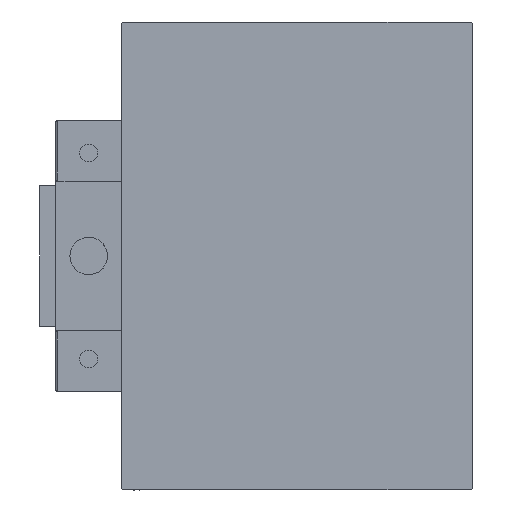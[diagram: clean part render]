
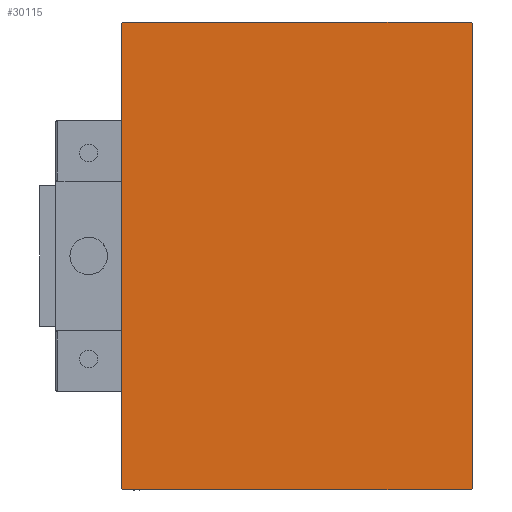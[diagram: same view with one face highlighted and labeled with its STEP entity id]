
A CAD part, left-side view. The second image highlights one B-rep face of the part: STEP entity #30115.
In plain terms, the highlighted face is planar.
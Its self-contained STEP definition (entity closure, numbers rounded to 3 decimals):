
#106 = CARTESIAN_POINT ( 'NONE',  ( 98., 37.5, 49.7 ) ) ;
#867 = ORIENTED_EDGE ( 'NONE', *, *, #38845, .T. ) ;
#2808 = DIRECTION ( 'NONE',  ( 0., 0., -1. ) ) ;
#3331 = EDGE_CURVE ( 'NONE', #22342, #16575, #37995, .T. ) ;
#3348 = CARTESIAN_POINT ( 'NONE',  ( 98., -37.5, 50. ) ) ;
#4567 = VECTOR ( 'NONE', #30043, 1000. ) ;
#4634 = ORIENTED_EDGE ( 'NONE', *, *, #39546, .T. ) ;
#5238 = CARTESIAN_POINT ( 'NONE',  ( 98., 37.5, -49.7 ) ) ;
#5485 = CARTESIAN_POINT ( 'NONE',  ( 98., -43.6, 43.6 ) ) ;
#7689 = ORIENTED_EDGE ( 'NONE', *, *, #21766, .T. ) ;
#8588 = VECTOR ( 'NONE', #32670, 1000. ) ;
#8764 = CARTESIAN_POINT ( 'NONE',  ( 98., -43.6, -43.6 ) ) ;
#9013 = DIRECTION ( 'NONE',  ( 0., -0.707, -0.707 ) ) ;
#9146 = EDGE_CURVE ( 'NONE', #48234, #46931, #48330, .T. ) ;
#9270 = VECTOR ( 'NONE', #40803, 1000. ) ;
#9375 = VECTOR ( 'NONE', #36060, 1000. ) ;
#10575 = VECTOR ( 'NONE', #32164, 1000. ) ;
#12878 = EDGE_CURVE ( 'NONE', #32054, #48234, #13469, .T. ) ;
#13469 = LINE ( 'NONE', #17521, #8588 ) ;
#16575 = VERTEX_POINT ( 'NONE', #22660 ) ;
#17521 = CARTESIAN_POINT ( 'NONE',  ( 98., 43.6, 43.6 ) ) ;
#18044 = LINE ( 'NONE', #48380, #9270 ) ;
#18361 = CARTESIAN_POINT ( 'NONE',  ( 98., 37.2, 50. ) ) ;
#18954 = EDGE_LOOP ( 'NONE', ( #20452, #867, #4634, #26906, #41513, #7689, #41365, #38090 ) ) ;
#20452 = ORIENTED_EDGE ( 'NONE', *, *, #42453, .T. ) ;
#21087 = LINE ( 'NONE', #24879, #39187 ) ;
#21766 = EDGE_CURVE ( 'NONE', #46931, #22342, #31787, .T. ) ;
#22342 = VERTEX_POINT ( 'NONE', #40203 ) ;
#22660 = CARTESIAN_POINT ( 'NONE',  ( 98., -37.5, -49.7 ) ) ;
#23460 = DIRECTION ( 'NONE',  ( 0., 0.707, 0.707 ) ) ;
#24773 = VECTOR ( 'NONE', #49614, 1000. ) ;
#24879 = CARTESIAN_POINT ( 'NONE',  ( 98., 43.6, -43.6 ) ) ;
#25313 = PLANE ( 'NONE',  #41393 ) ;
#25757 = LINE ( 'NONE', #26003, #4567 ) ;
#26003 = CARTESIAN_POINT ( 'NONE',  ( 98., 37.5, -50. ) ) ;
#26906 = ORIENTED_EDGE ( 'NONE', *, *, #12878, .T. ) ;
#29112 = CARTESIAN_POINT ( 'NONE',  ( 98., 37.5, 50. ) ) ;
#29360 = CARTESIAN_POINT ( 'NONE',  ( 98., 0., 0. ) ) ;
#29611 = FACE_OUTER_BOUND ( 'NONE', #18954, .T. ) ;
#30043 = DIRECTION ( 'NONE',  ( 0., 0., 1. ) ) ;
#30115 = ADVANCED_FACE ( 'NONE', ( #29611 ), #25313, .T. ) ;
#31787 = LINE ( 'NONE', #5485, #43299 ) ;
#32054 = VERTEX_POINT ( 'NONE', #106 ) ;
#32164 = DIRECTION ( 'NONE',  ( 0., -1., 0. ) ) ;
#32670 = DIRECTION ( 'NONE',  ( 0., -0.707, 0.707 ) ) ;
#34899 = VERTEX_POINT ( 'NONE', #45399 ) ;
#35816 = LINE ( 'NONE', #8764, #9375 ) ;
#36060 = DIRECTION ( 'NONE',  ( 0., 0.707, -0.707 ) ) ;
#37595 = VERTEX_POINT ( 'NONE', #47306 ) ;
#37995 = LINE ( 'NONE', #3348, #24773 ) ;
#38090 = ORIENTED_EDGE ( 'NONE', *, *, #41989, .T. ) ;
#38845 = EDGE_CURVE ( 'NONE', #37595, #40520, #21087, .T. ) ;
#39187 = VECTOR ( 'NONE', #23460, 1000. ) ;
#39546 = EDGE_CURVE ( 'NONE', #40520, #32054, #25757, .T. ) ;
#40163 = CARTESIAN_POINT ( 'NONE',  ( 98., -37.2, 50. ) ) ;
#40203 = CARTESIAN_POINT ( 'NONE',  ( 98., -37.5, 49.7 ) ) ;
#40520 = VERTEX_POINT ( 'NONE', #5238 ) ;
#40803 = DIRECTION ( 'NONE',  ( 0., 1., 0. ) ) ;
#41365 = ORIENTED_EDGE ( 'NONE', *, *, #3331, .T. ) ;
#41393 = AXIS2_PLACEMENT_3D ( 'NONE', #29360, #44780, #2808 ) ;
#41513 = ORIENTED_EDGE ( 'NONE', *, *, #9146, .T. ) ;
#41989 = EDGE_CURVE ( 'NONE', #16575, #34899, #35816, .T. ) ;
#42453 = EDGE_CURVE ( 'NONE', #34899, #37595, #18044, .T. ) ;
#43299 = VECTOR ( 'NONE', #9013, 1000. ) ;
#44780 = DIRECTION ( 'NONE',  ( 1., 0., 0. ) ) ;
#45399 = CARTESIAN_POINT ( 'NONE',  ( 98., -37.2, -50. ) ) ;
#46931 = VERTEX_POINT ( 'NONE', #40163 ) ;
#47306 = CARTESIAN_POINT ( 'NONE',  ( 98., 37.2, -50. ) ) ;
#48234 = VERTEX_POINT ( 'NONE', #18361 ) ;
#48330 = LINE ( 'NONE', #29112, #10575 ) ;
#48380 = CARTESIAN_POINT ( 'NONE',  ( 98., -37.5, -50. ) ) ;
#49614 = DIRECTION ( 'NONE',  ( 0., 0., -1. ) ) ;
